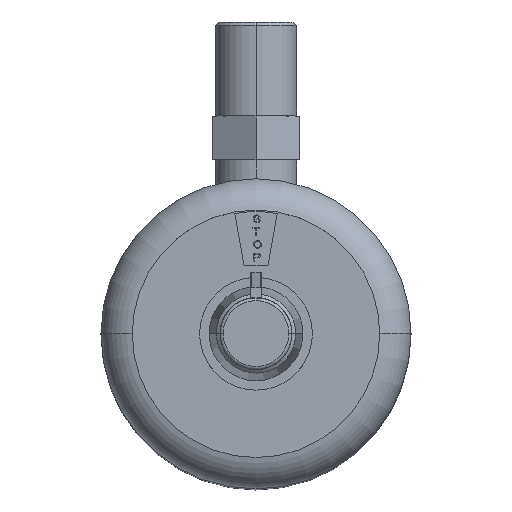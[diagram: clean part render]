
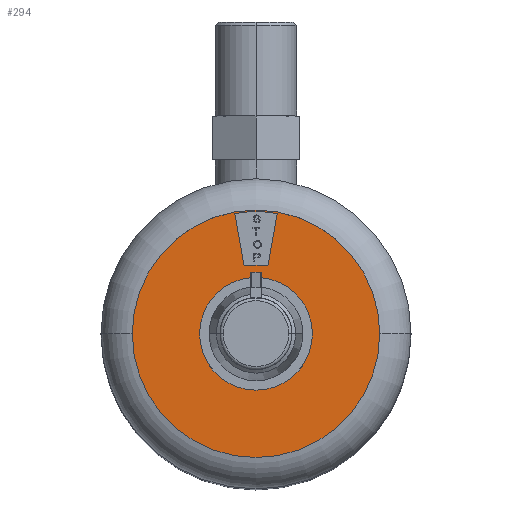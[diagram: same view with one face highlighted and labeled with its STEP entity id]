
A CAD part, top view. The second image highlights one B-rep face of the part: STEP entity #294.
In plain terms, the highlighted planar face has unit normal (0, 0, 1).
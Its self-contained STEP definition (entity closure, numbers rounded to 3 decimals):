
#143 = FACE_BOUND ( 'NONE', #5158, .T. ) ;
#144 = FACE_BOUND ( 'NONE', #3421, .T. ) ;
#150 = FACE_OUTER_BOUND ( 'NONE', #3454, .T. ) ;
#294 = ADVANCED_FACE ( 'NONE', ( #143, #150, #144 ), #4837, .T. ) ;
#602 = CARTESIAN_POINT ( 'NONE',  ( 0., 0., 246. ) ) ;
#603 = DIRECTION ( 'NONE',  ( 0., 0., 1. ) ) ;
#604 = DIRECTION ( 'NONE',  ( 1., 0., 0. ) ) ;
#901 = VERTEX_POINT ( 'NONE', #973 ) ;
#928 = VERTEX_POINT ( 'NONE', #981 ) ;
#958 = VERTEX_POINT ( 'NONE', #1010 ) ;
#962 = VERTEX_POINT ( 'NONE', #1013 ) ;
#973 = CARTESIAN_POINT ( 'NONE',  ( 19.75, 0., 246. ) ) ;
#981 = CARTESIAN_POINT ( 'NONE',  ( -19.75, 0., 246. ) ) ;
#1010 = CARTESIAN_POINT ( 'NONE',  ( 3., 0., 246. ) ) ;
#1013 = CARTESIAN_POINT ( 'NONE',  ( -3., 0., 246. ) ) ;
#1595 = AXIS2_PLACEMENT_3D ( 'NONE', #602, #603, #604 ) ;
#1626 = AXIS2_PLACEMENT_3D ( 'NONE', #2136, #2137, #2138 ) ;
#1629 = AXIS2_PLACEMENT_3D ( 'NONE', #2157, #2158, #2159 ) ;
#1635 = AXIS2_PLACEMENT_3D ( 'NONE', #2193, #2194, #2195 ) ;
#1636 = AXIS2_PLACEMENT_3D ( 'NONE', #2197, #2198, #2199 ) ;
#1660 = AXIS2_PLACEMENT_3D ( 'NONE', #3017, #3018, #3019 ) ;
#2136 = CARTESIAN_POINT ( 'NONE',  ( 0., 0., 246. ) ) ;
#2137 = DIRECTION ( 'NONE',  ( 0., 0., 1. ) ) ;
#2138 = DIRECTION ( 'NONE',  ( 1., 0., 0. ) ) ;
#2148 = CARTESIAN_POINT ( 'NONE',  ( 1.91, 10.833, 246. ) ) ;
#2149 = DIRECTION ( 'NONE',  ( 0.174, 0.985, 0. ) ) ;
#2157 = CARTESIAN_POINT ( 'NONE',  ( 0., 0., 246. ) ) ;
#2158 = DIRECTION ( 'NONE',  ( 0., 0., 1. ) ) ;
#2159 = DIRECTION ( 'NONE',  ( 1., 0., 0. ) ) ;
#2193 = CARTESIAN_POINT ( 'NONE',  ( 0., 0., 246. ) ) ;
#2194 = DIRECTION ( 'NONE',  ( 0., 0., -1. ) ) ;
#2195 = DIRECTION ( 'NONE',  ( -1., 0., 0. ) ) ;
#2197 = CARTESIAN_POINT ( 'NONE',  ( 0., 0., 246. ) ) ;
#2198 = DIRECTION ( 'NONE',  ( 0., 0., 1. ) ) ;
#2199 = DIRECTION ( 'NONE',  ( -1., 0., 0. ) ) ;
#2208 = CARTESIAN_POINT ( 'NONE',  ( -1.91, 10.833, 246. ) ) ;
#2209 = DIRECTION ( 'NONE',  ( 0.174, -0.985, 0. ) ) ;
#3017 = CARTESIAN_POINT ( 'NONE',  ( 0., 0., 246. ) ) ;
#3018 = DIRECTION ( 'NONE',  ( 0., 0., 1. ) ) ;
#3019 = DIRECTION ( 'NONE',  ( 1., 0., 0. ) ) ;
#3311 = CARTESIAN_POINT ( 'NONE',  ( -1.91, 10.833, 246. ) ) ;
#3315 = CARTESIAN_POINT ( 'NONE',  ( -3.386, 19.204, 246. ) ) ;
#3323 = CARTESIAN_POINT ( 'NONE',  ( 3.386, 19.204, 246. ) ) ;
#3331 = CARTESIAN_POINT ( 'NONE',  ( 1.91, 10.833, 246. ) ) ;
#3421 = EDGE_LOOP ( 'NONE', ( #5296, #5308, #5351, #5380 ) ) ;
#3454 = EDGE_LOOP ( 'NONE', ( #5326, #5333 ) ) ;
#4319 = EDGE_CURVE ( 'NONE', #958, #962, #5842, .T. ) ;
#4603 = AXIS2_PLACEMENT_3D ( 'NONE', #4840, #4839, #4855 ) ;
#4837 = PLANE ( 'NONE',  #4603 ) ;
#4839 = DIRECTION ( 'NONE',  ( 0., 0., 1. ) ) ;
#4840 = CARTESIAN_POINT ( 'NONE',  ( 0., 0., 246. ) ) ;
#4855 = DIRECTION ( 'NONE',  ( 1., 0., 0. ) ) ;
#4906 = EDGE_CURVE ( 'NONE', #962, #958, #6060, .T. ) ;
#4911 = EDGE_CURVE ( 'NONE', #5678, #5670, #6083, .T. ) ;
#4915 = EDGE_CURVE ( 'NONE', #901, #928, #6098, .T. ) ;
#4930 = EDGE_CURVE ( 'NONE', #5658, #5678, #6148, .T. ) ;
#4931 = EDGE_CURVE ( 'NONE', #5670, #5662, #6152, .T. ) ;
#4936 = EDGE_CURVE ( 'NONE', #5662, #5658, #6167, .T. ) ;
#5043 = EDGE_CURVE ( 'NONE', #928, #901, #6394, .T. ) ;
#5158 = EDGE_LOOP ( 'NONE', ( #5330, #5299 ) ) ;
#5296 = ORIENTED_EDGE ( 'NONE', *, *, #4936, .F. ) ;
#5299 = ORIENTED_EDGE ( 'NONE', *, *, #4319, .F. ) ;
#5308 = ORIENTED_EDGE ( 'NONE', *, *, #4931, .F. ) ;
#5326 = ORIENTED_EDGE ( 'NONE', *, *, #4915, .T. ) ;
#5330 = ORIENTED_EDGE ( 'NONE', *, *, #4906, .F. ) ;
#5333 = ORIENTED_EDGE ( 'NONE', *, *, #5043, .T. ) ;
#5351 = ORIENTED_EDGE ( 'NONE', *, *, #4911, .F. ) ;
#5380 = ORIENTED_EDGE ( 'NONE', *, *, #4930, .F. ) ;
#5658 = VERTEX_POINT ( 'NONE', #3311 ) ;
#5662 = VERTEX_POINT ( 'NONE', #3315 ) ;
#5670 = VERTEX_POINT ( 'NONE', #3323 ) ;
#5678 = VERTEX_POINT ( 'NONE', #3331 ) ;
#5842 = CIRCLE ( 'NONE', #1595, 3. ) ;
#6060 = CIRCLE ( 'NONE', #1626, 3. ) ;
#6083 = LINE ( 'NONE', #2148, #6089 ) ;
#6089 = VECTOR ( 'NONE', #2149, 1000. ) ;
#6098 = CIRCLE ( 'NONE', #1629, 19.75 ) ;
#6148 = CIRCLE ( 'NONE', #1635, 11. ) ;
#6152 = CIRCLE ( 'NONE', #1636, 19.5 ) ;
#6167 = LINE ( 'NONE', #2208, #6174 ) ;
#6174 = VECTOR ( 'NONE', #2209, 1000. ) ;
#6394 = CIRCLE ( 'NONE', #1660, 19.75 ) ;
